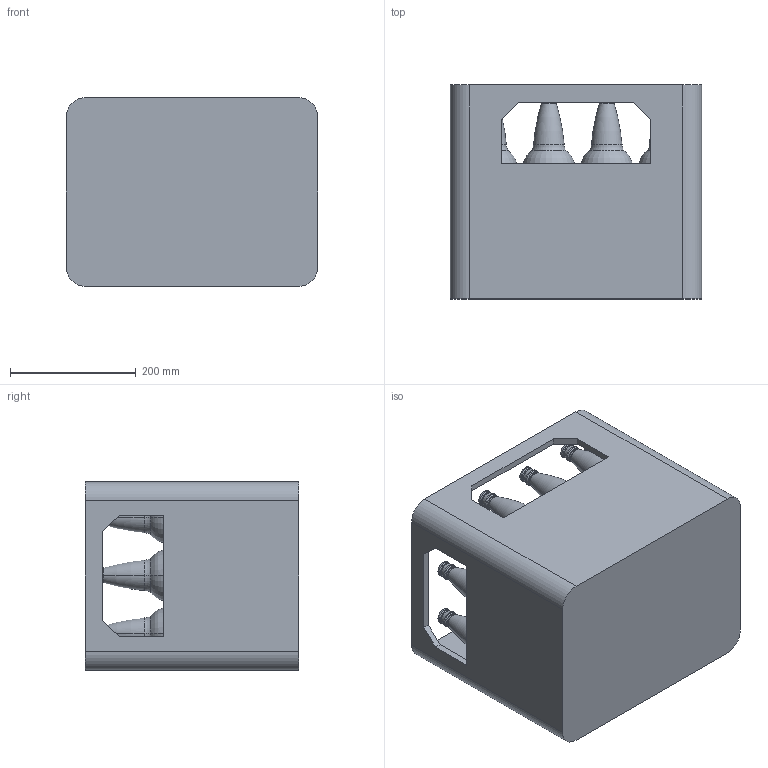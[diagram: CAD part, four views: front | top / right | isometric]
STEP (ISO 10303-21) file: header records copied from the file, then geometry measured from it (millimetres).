
FILE_DESCRIPTION (( 'STEP AP203' ), '1' );
FILE_NAME ('Garrafas_Valor predeterminado_sldprt.STEP', '2021-01-10T23:18:11', ( '' ), ( '' ), 'SwSTEP 2.0', 'SolidWorks 2020', '' );
FILE_SCHEMA (( 'CONFIG_CONTROL_DESIGN' ));
Length unit declared in the file: millimetre
Products named in the file (1): Garrafas_Valor predeterminado_sldprt
Bounding box: 399.7 x 340 x 299.7 mm (x, y, z)
Volume: 8796029.6 mm3; surface area: 2634236 mm2
Topology: 13 solids, 13 shells, 919 faces, 1848 edges, 968 vertices
Faces by surface type: torus 672, cylinder 104, cone 72, plane 71
Entity records: 23951 total; most frequent: DIRECTION 5264, CARTESIAN_POINT 3736, ORIENTED_EDGE 3696, AXIS2_PLACEMENT_3D 2496, EDGE_CURVE 1848, CIRCLE 1576, VERTEX_POINT 968, EDGE_LOOP 940
